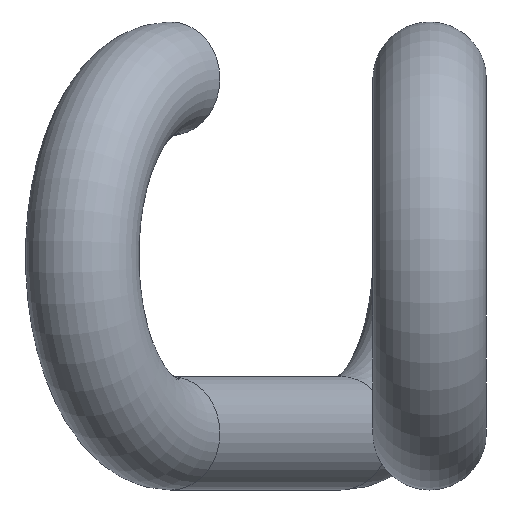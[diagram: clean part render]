
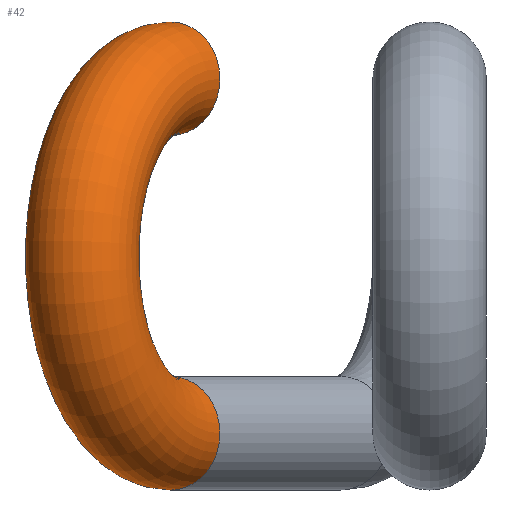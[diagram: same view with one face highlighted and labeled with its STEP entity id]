
A CAD part, left-side view. The second image highlights one B-rep face of the part: STEP entity #42.
In plain terms, the highlighted toroidal (fillet/blend) face has major radius 6.25 mm and minor radius 2 mm.
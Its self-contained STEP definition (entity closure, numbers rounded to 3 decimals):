
#5 = VERTEX_POINT ( 'NONE', #148 ) ;
#15 = AXIS2_PLACEMENT_3D ( 'NONE', #81, #102, #17 ) ;
#17 = DIRECTION ( 'NONE',  ( 0., 0., -1. ) ) ;
#24 = FACE_OUTER_BOUND ( 'NONE', #101, .T. ) ;
#41 = TOROIDAL_SURFACE ( 'NONE', #15, 6.25, 2. ) ;
#42 = ADVANCED_FACE ( 'NONE', ( #144, #24 ), #41, .T. ) ;
#73 = EDGE_CURVE ( 'NONE', #5, #5, #156, .T. ) ;
#81 = CARTESIAN_POINT ( 'NONE',  ( -3.555, 9.125, 0. ) ) ;
#88 = CARTESIAN_POINT ( 'NONE',  ( -3.555, 9.125, -8.25 ) ) ;
#95 = EDGE_CURVE ( 'NONE', #146, #146, #130, .T. ) ;
#101 = EDGE_LOOP ( 'NONE', ( #180 ) ) ;
#102 = DIRECTION ( 'NONE',  ( -0.5, -0.866, 0. ) ) ;
#128 = CARTESIAN_POINT ( 'NONE',  ( -3.555, 9.125, 6.25 ) ) ;
#130 = CIRCLE ( 'NONE', #200, 2. ) ;
#139 = CARTESIAN_POINT ( 'NONE',  ( -3.555, 9.125, -6.25 ) ) ;
#144 = FACE_OUTER_BOUND ( 'NONE', #221, .T. ) ;
#146 = VERTEX_POINT ( 'NONE', #88 ) ;
#148 = CARTESIAN_POINT ( 'NONE',  ( -3.555, 9.125, 8.25 ) ) ;
#156 = CIRCLE ( 'NONE', #224, 2. ) ;
#175 = DIRECTION ( 'NONE',  ( 0.866, -0.5, 0. ) ) ;
#179 = DIRECTION ( 'NONE',  ( 0., 0., 1. ) ) ;
#180 = ORIENTED_EDGE ( 'NONE', *, *, #95, .T. ) ;
#197 = DIRECTION ( 'NONE',  ( -0.866, 0.5, 0. ) ) ;
#199 = ORIENTED_EDGE ( 'NONE', *, *, #73, .F. ) ;
#200 = AXIS2_PLACEMENT_3D ( 'NONE', #139, #197, #223 ) ;
#221 = EDGE_LOOP ( 'NONE', ( #199 ) ) ;
#223 = DIRECTION ( 'NONE',  ( 0., 0., -1. ) ) ;
#224 = AXIS2_PLACEMENT_3D ( 'NONE', #128, #175, #179 ) ;
